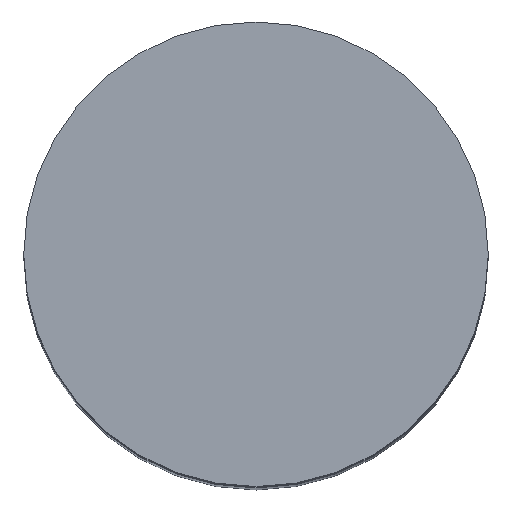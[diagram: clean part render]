
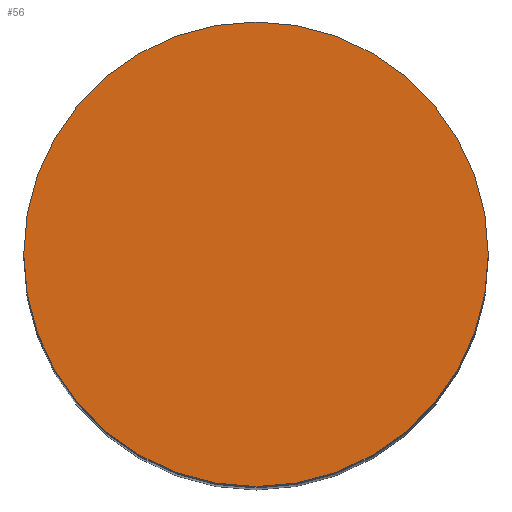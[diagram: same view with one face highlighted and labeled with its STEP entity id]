
A CAD part, top view. The second image highlights one B-rep face of the part: STEP entity #56.
In plain terms, the highlighted planar face has unit normal (0, 0, 1).
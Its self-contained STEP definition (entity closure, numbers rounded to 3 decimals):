
#34=FACE_OUTER_BOUND('',#107,.T.);
#37=PLANE('',#195);
#56=ADVANCED_FACE('',(#34),#37,.T.);
#107=EDGE_LOOP('',(#131));
#131=ORIENTED_EDGE('',*,*,#158,.T.);
#146=VERTEX_POINT('',#285);
#158=EDGE_CURVE('',#146,#146,#170,.T.);
#170=CIRCLE('',#194,2.25);
#194=AXIS2_PLACEMENT_3D('',#284,#243,#244);
#195=AXIS2_PLACEMENT_3D('',#286,#245,#246);
#243=DIRECTION('',(0.,0.,1.));
#244=DIRECTION('',(1.,0.,0.));
#245=DIRECTION('',(0.,0.,1.));
#246=DIRECTION('',(1.,0.,0.));
#284=CARTESIAN_POINT('',(0.,0.,7.2));
#285=CARTESIAN_POINT('',(2.25,0.,7.2));
#286=CARTESIAN_POINT('',(0.,0.,7.2));
